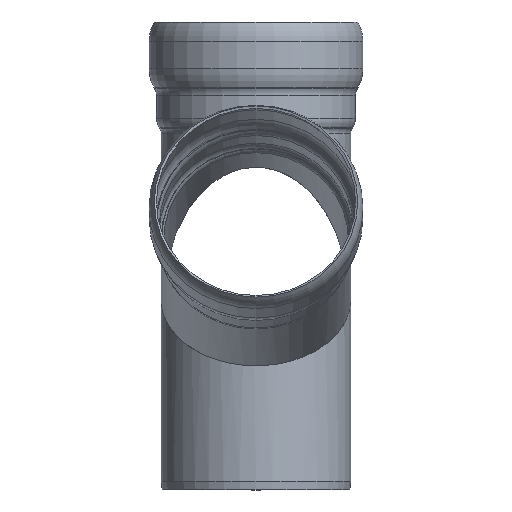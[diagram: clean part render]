
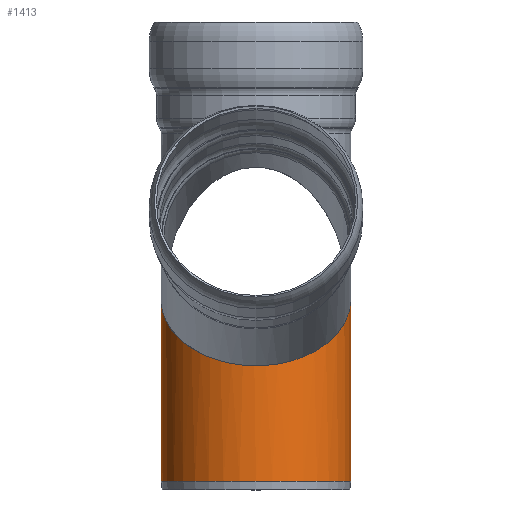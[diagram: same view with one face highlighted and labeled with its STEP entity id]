
A CAD part, left-side view. The second image highlights one B-rep face of the part: STEP entity #1413.
In plain terms, the highlighted cylindrical face has radius 1095 mm (diameter 2190 mm), a full revolution.
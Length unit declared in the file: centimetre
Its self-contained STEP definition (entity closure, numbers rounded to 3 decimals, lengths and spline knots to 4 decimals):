
#49=ELLIPSE('',#1660,133.6748,109.5);
#50=ELLIPSE('',#1669,133.6748,109.5);
#51=ELLIPSE('',#1670,133.6748,109.5);
#175=FACE_OUTER_BOUND('',#251,.T.);
#251=EDGE_LOOP('',(#1302,#1303,#1304,#1305,#1306,#1307));
#298=LINE('',#2671,#344);
#344=VECTOR('',#2217,109.5);
#497=CIRCLE('',#1663,109.5);
#639=VERTEX_POINT('',#2648);
#641=VERTEX_POINT('',#2652);
#643=VERTEX_POINT('',#2658);
#646=VERTEX_POINT('',#2670);
#858=EDGE_CURVE('',#639,#641,#49,.T.);
#861=EDGE_CURVE('',#643,#643,#497,.T.);
#866=EDGE_CURVE('',#643,#646,#298,.T.);
#867=EDGE_CURVE('',#639,#646,#50,.T.);
#868=EDGE_CURVE('',#646,#641,#51,.T.);
#1302=ORIENTED_EDGE('',*,*,#861,.F.);
#1303=ORIENTED_EDGE('',*,*,#866,.T.);
#1304=ORIENTED_EDGE('',*,*,#867,.F.);
#1305=ORIENTED_EDGE('',*,*,#858,.T.);
#1306=ORIENTED_EDGE('',*,*,#868,.F.);
#1307=ORIENTED_EDGE('',*,*,#866,.F.);
#1338=CYLINDRICAL_SURFACE('',#1668,109.5);
#1413=ADVANCED_FACE('',(#175),#1338,.T.);
#1660=AXIS2_PLACEMENT_3D('',#2654,#2196,#2197);
#1663=AXIS2_PLACEMENT_3D('',#2660,#2203,#2204);
#1668=AXIS2_PLACEMENT_3D('',#2669,#2215,#2216);
#1669=AXIS2_PLACEMENT_3D('',#2672,#2218,#2219);
#1670=AXIS2_PLACEMENT_3D('',#2673,#2220,#2221);
#2196=DIRECTION('center_axis',(0.574,0.,
-0.819));
#2197=DIRECTION('ref_axis',(0.819,0.,0.574));
#2203=DIRECTION('center_axis',(0.,0.,
-1.));
#2204=DIRECTION('ref_axis',(1.,0.,0.));
#2215=DIRECTION('center_axis',(0.,0.,
1.));
#2216=DIRECTION('ref_axis',(-1.,0.,0.));
#2217=DIRECTION('',(0.,0.,1.));
#2218=DIRECTION('center_axis',(0.574,0.,0.819));
#2219=DIRECTION('ref_axis',(-0.819,0.,0.574));
#2220=DIRECTION('center_axis',(0.574,0.,0.819));
#2221=DIRECTION('ref_axis',(-0.819,0.,0.574));
#2648=CARTESIAN_POINT('',(0.,-109.5,220.));
#2652=CARTESIAN_POINT('',(0.,109.5,220.));
#2654=CARTESIAN_POINT('Origin',(0.,0.,220.));
#2658=CARTESIAN_POINT('',(109.5,0.,10.));
#2660=CARTESIAN_POINT('Origin',(0.,0.,10.));
#2669=CARTESIAN_POINT('Origin',(0.,0.,
380.85));
#2670=CARTESIAN_POINT('',(109.5,0.,143.3273));
#2671=CARTESIAN_POINT('',(109.5,0.,380.85));
#2672=CARTESIAN_POINT('Origin',(0.,0.,
220.));
#2673=CARTESIAN_POINT('Origin',(0.,0.,
220.));
